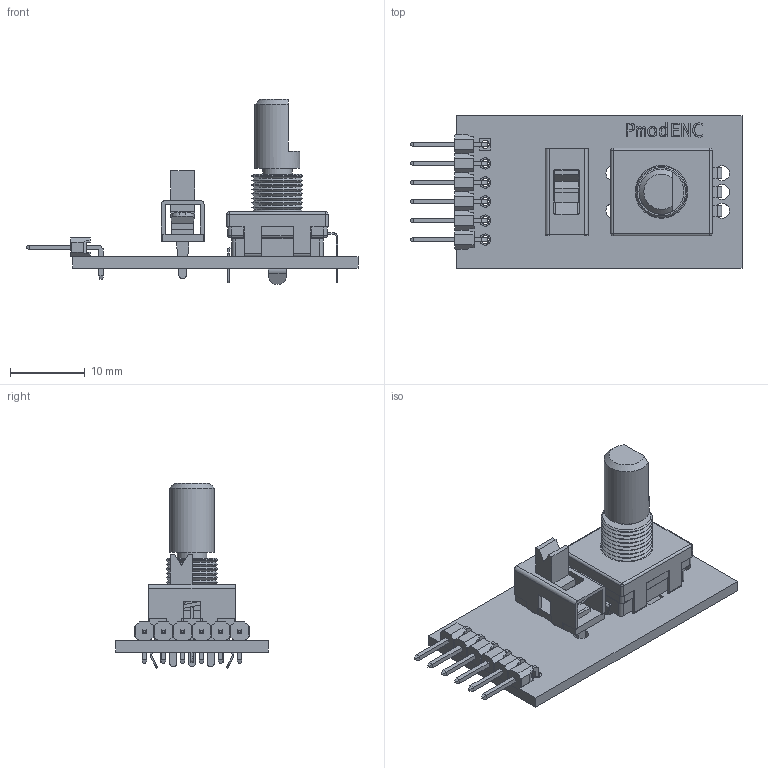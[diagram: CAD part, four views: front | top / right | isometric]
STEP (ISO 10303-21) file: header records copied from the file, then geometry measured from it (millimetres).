
FILE_DESCRIPTION(/* description */ ('Alibre Inc.'),/* implementation_level */ '2;1');
FILE_NAME(/* name */ 'export1',/* time_stamp */ '2018-01-23T16:21:38-08:00',/* author */ (''),/* organization */ (''),/* preprocessor_version */ 'ST-DEVELOPER v14',/* originating_system */ 'Alibre',/* authorisation */ '');
FILE_SCHEMA (('AUTOMOTIVE_DESIGN'));
Length unit declared in the file: centimetre
Bounding box: 44.31 x 20.32 x 24.7 mm (x, y, z)
Volume: 2676.4 mm3; surface area: 3984.6 mm2
Topology: 6 solids, 6 shells, 837 faces, 2239 edges, 1442 vertices
Faces by surface type: plane 587, cylinder 138, bspline 81, cone 18, torus 9, sphere 4
Full cylindrical faces by diameter (mm): 1.067 x6, 1.5 x10, 2 x8, 3.986 x1, 6 x1, 6.8 x8
Entity records: 25069 total; most frequent: CARTESIAN_POINT 4982, ORIENTED_EDGE 4310, DIRECTION 3041, EDGE_CURVE 2155, VECTOR 1612, LINE 1612, VERTEX_POINT 1414, AXIS2_PLACEMENT_3D 978
